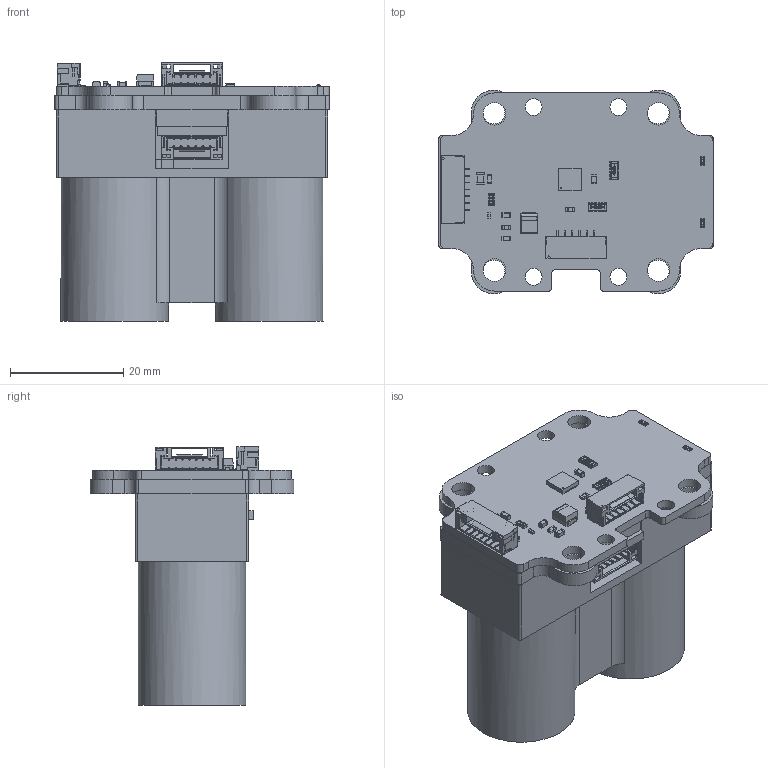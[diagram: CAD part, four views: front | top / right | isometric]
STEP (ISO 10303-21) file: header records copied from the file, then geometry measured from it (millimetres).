
FILE_DESCRIPTION(('FreeCAD Model'),'2;1');
FILE_NAME('laser-range-finder-v2.step','2019-05-15T16:46:36',('kicad StepUp'),('ksu MCAD'), 'Open CASCADE STEP processor 7.3','FreeCAD','Unknown');
FILE_SCHEMA(('AUTOMOTIVE_DESIGN { 1 0 10303 214 1 1 1 1 }'));
Length unit declared in the file: millimetre
Products named in the file (24): laser-range-finder-v2; Board_Geoms; Pcb; Step_Models; Top; P4_JST_GHR_6_5B62E262; C1_C_0402_5B62E1D1; C4_C_0603_5B62E1EC; C5_C_0603_5B62E1FE; C6_C_0603_5B62E208; C7_Tantalum_B_3528H21_5B62E217; D1_D_0603_blue_5B62E228; P1_BrickletConn_7pin_5B62E232; RP2_R_4x0603_5B62E294; U1_QFN-24_4x4mm_Pitch0.5mm_5B62E295; D2_D_0603_blue_5B630EB9; RP3_R_4x0603_5B631E32; R1_R_0603_5B631EEF; C2_C_0805_5BA10A92; C3_C_0603_5BA10A9B; L1_R_0603_5BA10AA4; RP1_Cut_5BA10AAD; Bot; REF_Garmin_LIDAR-Lite_v3_5CDC33A6
Assembly tree (23 placements, depth 4):
  laser-range-finder-v2
    Board_Geoms
      Pcb
    Step_Models
      Top
        P4_JST_GHR_6_5B62E262
        C1_C_0402_5B62E1D1
        C4_C_0603_5B62E1EC
        C5_C_0603_5B62E1FE
        C6_C_0603_5B62E208
        C7_Tantalum_B_3528H21_5B62E217
        D1_D_0603_blue_5B62E228
        P1_BrickletConn_7pin_5B62E232
        RP2_R_4x0603_5B62E294
        U1_QFN-24_4x4mm_Pitch0.5mm_5B62E295
        D2_D_0603_blue_5B630EB9
        RP3_R_4x0603_5B631E32
        R1_R_0603_5B631EEF
        C2_C_0805_5BA10A92
        C3_C_0603_5BA10A9B
        L1_R_0603_5BA10AA4
        RP1_Cut_5BA10AAD
      Bot
        REF_Garmin_LIDAR-Lite_v3_5CDC33A6
Bounding box: 48.5 x 36 x 45.7 mm (x, y, z)
Volume: 30103.9 mm3; surface area: 13782.7 mm2
Topology: 27 solids, 27 shells, 2743 faces, 7815 edges, 5075 vertices
Faces by surface type: plane 2146, cylinder 292, bspline 285, torus 8, revolution 8, cone 2, sphere 2
Full cylindrical faces by diameter (mm): 1.8 x1, 3 x4, 3.9 x4, 4 x4, 12.8 x1, 14.8 x2, 19 x2
Entity records: 108874 total; most frequent: CARTESIAN_POINT 19352, ORIENTED_EDGE 15670, DIRECTION 12829, EDGE_CURVE 7807, LINE 6585, VECTOR 6585, VERTEX_POINT 5075, AXIS2_PLACEMENT_3D 3118
